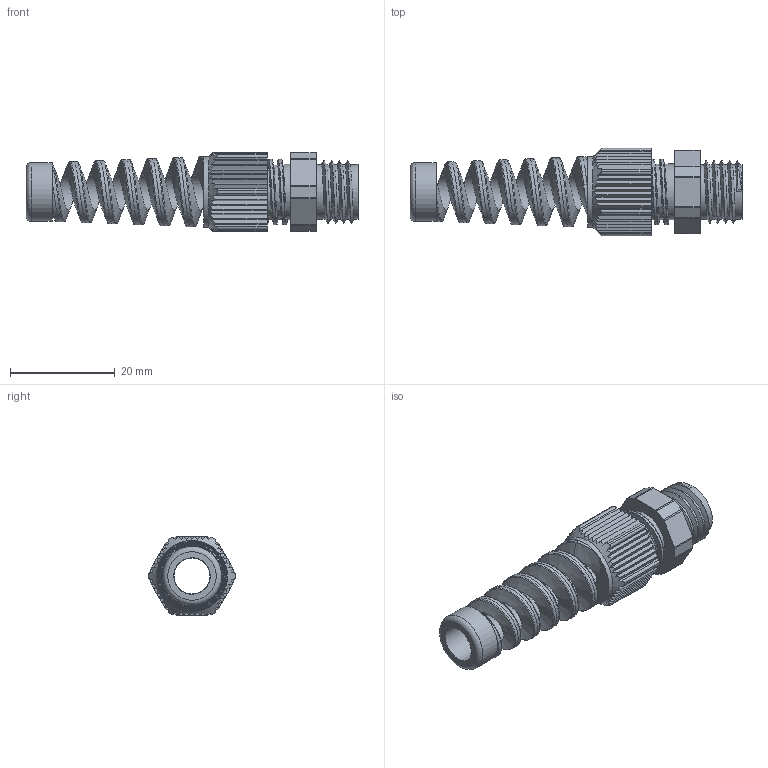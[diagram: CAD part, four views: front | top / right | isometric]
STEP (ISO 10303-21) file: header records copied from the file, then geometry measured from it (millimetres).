
FILE_DESCRIPTION(/* description */ ('Euro-Top mit BS 12x1,5'),/* implementation_level */ '2;1');
FILE_NAME(/* name */ '11380512-RST.stp',/* time_stamp */ '2016-06-24T12:04:38+02:00',/* author */ ('SL'),/* organization */ (''),/* preprocessor_version */ 'ST-DEVELOPER v15.2',/* originating_system */ 'Autodesk Inventor 2014',/* authorisation */ '');
FILE_SCHEMA (('AUTOMOTIVE_DESIGN { 1 0 10303 214 3 1 1 }'));
Length unit declared in the file: millimetre
Products named in the file (7): Euro-Top-BS-07-BT-0002-11380512; Euro-Top-BS-07-BT-0001-11380512; Euro-Top-BS-07-BT-0004-11380512; Euro-Top-BS-07-BT-0005-11380512; Euro-Top-BS-07-BG-0001-11380512-BS; Euro-Top-BS-07-BT-0003-11380512; Euro-Top-BS-07-BG-0002-11380512
Assembly tree (6 placements, depth 3):
  Euro-Top-BS-07-BG-0002-11380512
    Euro-Top-BS-07-BT-0002-11380512
    Euro-Top-BS-07-BG-0001-11380512-BS
      Euro-Top-BS-07-BT-0001-11380512
      Euro-Top-BS-07-BT-0004-11380512
      Euro-Top-BS-07-BT-0005-11380512
    Euro-Top-BS-07-BT-0003-11380512
Bounding box: 63.5 x 16.67 x 15 mm (x, y, z)
Volume: 4183.8 mm3; surface area: 7077.7 mm2
Topology: 6 solids, 6 shells, 348 faces, 915 edges, 582 vertices
Faces by surface type: plane 175, cylinder 108, bspline 29, torus 16, sphere 12, cone 8
Full cylindrical faces by diameter (mm): 6.8 x1, 7 x2, 7.26 x1, 8.5 x1, 8.7 x1, 10.478 x5, 11.28 x1, 13.36 x4, 13.57 x1
Entity records: 27318 total; most frequent: CARTESIAN_POINT 19312, ORIENTED_EDGE 1716, DIRECTION 1568, EDGE_CURVE 858, AXIS2_PLACEMENT_3D 586, VERTEX_POINT 556, LINE 396, VECTOR 396
